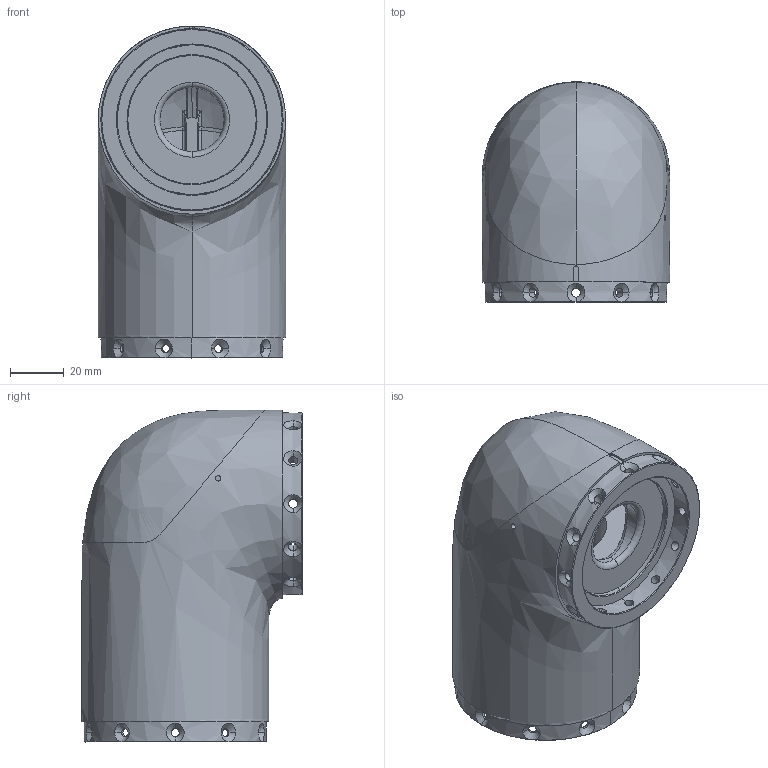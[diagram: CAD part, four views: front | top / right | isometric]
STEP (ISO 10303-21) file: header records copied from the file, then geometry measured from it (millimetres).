
FILE_DESCRIPTION (( 'STEP AP203' ), '1' );
FILE_NAME ('J2____-W.STEP_Default_sldprt.STEP', '2024-10-10T06:02:17', ( '' ), ( '' ), 'SwSTEP 2.0', 'SolidWorks 2024', '' );
FILE_SCHEMA (( 'CONFIG_CONTROL_DESIGN' ));
Length unit declared in the file: millimetre
Products named in the file (1): J2____-W.STEP_Default_sldprt
Bounding box: 70 x 82.5 x 124 mm (x, y, z)
Volume: 231261.4 mm3; surface area: 59338.6 mm2
Topology: 1 solids, 1 shells, 343 faces, 939 edges, 581 vertices
Faces by surface type: cylinder 119, bspline 115, cone 53, plane 48, torus 8
Entity records: 31201 total; most frequent: CARTESIAN_POINT 23741, ORIENTED_EDGE 1878, DIRECTION 1084, EDGE_CURVE 939, VERTEX_POINT 581, B_SPLINE_CURVE_WITH_KNOTS 475, AXIS2_PLACEMENT_3D 432, EDGE_LOOP 378
